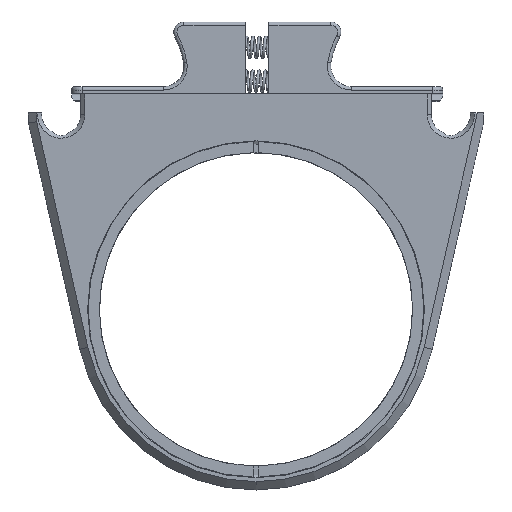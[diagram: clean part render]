
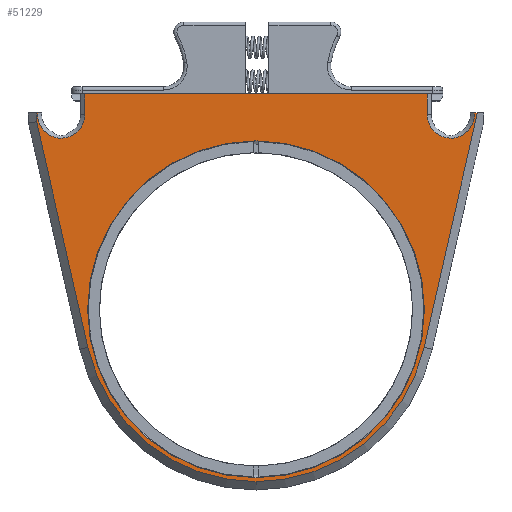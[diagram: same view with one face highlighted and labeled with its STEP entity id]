
A CAD part, top view. The second image highlights one B-rep face of the part: STEP entity #51229.
In plain terms, the highlighted planar face has unit normal (0, 0, 1).
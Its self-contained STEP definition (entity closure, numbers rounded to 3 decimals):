
#47339=DIRECTION('',(1.,0.,0.));
#47340=VECTOR('',#47339,52.71);
#47341=CARTESIAN_POINT('',(-24.374,0.,0.));
#47342=LINE('',#47341,#47340);
#47355=CARTESIAN_POINT('',(1.981,-33.175,0.));
#47356=DIRECTION('',(0.,0.,1.));
#47357=DIRECTION('',(0.,-1.,0.));
#47358=AXIS2_PLACEMENT_3D('',#47355,#47356,#47357);
#47360=CARTESIAN_POINT('',(1.981,-33.175,0.));
#47361=DIRECTION('',(0.,0.,1.));
#47362=DIRECTION('',(-0.975,-0.222,0.));
#47363=AXIS2_PLACEMENT_3D('',#47360,#47361,#47362);
#47365=CARTESIAN_POINT('',(-28.019,-3.186,0.));
#47366=DIRECTION('',(0.,0.,1.));
#47367=DIRECTION('',(-0.997,0.073,0.));
#47368=AXIS2_PLACEMENT_3D('',#47365,#47366,#47367);
#47370=CARTESIAN_POINT('',(31.981,-3.186,0.));
#47371=DIRECTION('',(0.,0.,1.));
#47372=DIRECTION('',(-1.,0.,0.));
#47373=AXIS2_PLACEMENT_3D('',#47370,#47371,#47372);
#47375=CARTESIAN_POINT('',(1.981,-33.175,0.));
#47376=DIRECTION('',(0.,0.,-1.));
#47377=DIRECTION('',(1.,0.,0.));
#47378=AXIS2_PLACEMENT_3D('',#47375,#47376,#47377);
#47380=CARTESIAN_POINT('',(1.981,-33.175,0.));
#47381=DIRECTION('',(0.,0.,-1.));
#47382=DIRECTION('',(-1.,0.,0.));
#47383=AXIS2_PLACEMENT_3D('',#47380,#47381,#47382);
#47397=DIRECTION('',(1.,0.,0.));
#47398=VECTOR('',#47397,0.461);
#47399=CARTESIAN_POINT('',(35.616,-2.921,0.));
#47400=LINE('',#47399,#47398);
#47459=DIRECTION('',(1.,0.,0.));
#47460=VECTOR('',#47459,0.147);
#47461=CARTESIAN_POINT('',(-31.801,-2.921,0.));
#47462=LINE('',#47461,#47460);
#47475=DIRECTION('',(0.,1.,0.));
#47476=VECTOR('',#47475,1.381);
#47477=CARTESIAN_POINT('',(-31.801,-4.302,0.));
#47478=LINE('',#47477,#47476);
#47487=DIRECTION('',(-0.222,0.975,0.));
#47488=VECTOR('',#47487,35.641);
#47489=CARTESIAN_POINT('',(-23.902,-39.058,0.));
#47490=LINE('',#47489,#47488);
#47517=DIRECTION('',(-0.222,-0.975,0.));
#47518=VECTOR('',#47517,37.058);
#47519=CARTESIAN_POINT('',(36.077,-2.921,0.));
#47520=LINE('',#47519,#47518);
#47625=DIRECTION('',(0.,1.,0.));
#47626=VECTOR('',#47625,3.186);
#47627=CARTESIAN_POINT('',(-24.374,-3.186,0.));
#47628=LINE('',#47627,#47626);
#47845=DIRECTION('',(0.,-1.,0.));
#47846=VECTOR('',#47845,3.186);
#47847=CARTESIAN_POINT('',(28.336,0.,0.));
#47848=LINE('',#47847,#47846);
#50724=CARTESIAN_POINT('',(1.981,-59.718,0.));
#50725=CARTESIAN_POINT('',(27.864,-39.058,
0.));
#50726=VERTEX_POINT('',#50724);
#50727=VERTEX_POINT('',#50725);
#50761=CARTESIAN_POINT('',(35.616,-2.921,0.));
#50762=CARTESIAN_POINT('',(36.077,-2.921,0.));
#50763=VERTEX_POINT('',#50761);
#50764=VERTEX_POINT('',#50762);
#50771=CARTESIAN_POINT('',(-31.801,-2.921,0.));
#50772=VERTEX_POINT('',#50771);
#50793=CARTESIAN_POINT('',(-24.374,0.,0.));
#50794=CARTESIAN_POINT('',(28.336,0.,0.));
#50795=VERTEX_POINT('',#50793);
#50796=VERTEX_POINT('',#50794);
#50797=CARTESIAN_POINT('',(-24.374,-3.186,0.));
#50798=VERTEX_POINT('',#50797);
#50799=CARTESIAN_POINT('',(28.336,-3.186,0.));
#50800=VERTEX_POINT('',#50799);
#50824=CARTESIAN_POINT('',(-31.801,-4.302,0.));
#50825=VERTEX_POINT('',#50824);
#50843=CARTESIAN_POINT('',(-31.654,-2.921,0.));
#50844=VERTEX_POINT('',#50843);
#50845=CARTESIAN_POINT('',(-23.902,-39.058,0.));
#50846=VERTEX_POINT('',#50845);
#50899=CARTESIAN_POINT('',(27.908,-33.175,0.));
#50900=CARTESIAN_POINT('',(-23.946,-33.175,0.));
#50901=VERTEX_POINT('',#50899);
#50902=VERTEX_POINT('',#50900);
#51194=CARTESIAN_POINT('',(1.981,-33.175,0.));
#51195=DIRECTION('',(0.,0.,1.));
#51196=DIRECTION('',(0.,1.,0.));
#51197=AXIS2_PLACEMENT_3D('',#51194,#51195,#51196);
#51198=PLANE('',#51197);
#51200=ORIENTED_EDGE('',*,*,#51199,.T.);
#51202=ORIENTED_EDGE('',*,*,#51201,.T.);
#51204=ORIENTED_EDGE('',*,*,#51203,.F.);
#51206=ORIENTED_EDGE('',*,*,#51205,.F.);
#51208=ORIENTED_EDGE('',*,*,#51207,.T.);
#51210=ORIENTED_EDGE('',*,*,#51209,.T.);
#51212=ORIENTED_EDGE('',*,*,#51211,.T.);
#51214=ORIENTED_EDGE('',*,*,#51213,.T.);
#51216=ORIENTED_EDGE('',*,*,#51215,.T.);
#51217=ORIENTED_EDGE('',*,*,#51180,.T.);
#51219=ORIENTED_EDGE('',*,*,#51218,.T.);
#51220=ORIENTED_EDGE('',*,*,#51038,.T.);
#51221=EDGE_LOOP('',(#51200,#51202,#51204,#51206,#51208,#51210,#51212,#51214,
#51216,#51217,#51219,#51220));
#51222=FACE_OUTER_BOUND('',#51221,.F.);
#51224=ORIENTED_EDGE('',*,*,#51223,.F.);
#51226=ORIENTED_EDGE('',*,*,#51225,.F.);
#51227=EDGE_LOOP('',(#51224,#51226));
#51228=FACE_BOUND('',#51227,.F.);
#51229=ADVANCED_FACE('',(#51222,#51228),#51198,.T.);
#47359=CIRCLE('',#47358,26.543);
#47364=CIRCLE('',#47363,26.543);
#47369=CIRCLE('',#47368,3.645);
#47374=CIRCLE('',#47373,3.645);
#47379=CIRCLE('',#47378,25.927);
#47384=CIRCLE('',#47383,25.927);
#51038=EDGE_CURVE('',#50800,#50763,#47374,.T.);
#51180=EDGE_CURVE('',#50795,#50796,#47342,.T.);
#51199=EDGE_CURVE('',#50763,#50764,#47400,.T.);
#51201=EDGE_CURVE('',#50764,#50727,#47520,.T.);
#51203=EDGE_CURVE('',#50726,#50727,#47359,.T.);
#51205=EDGE_CURVE('',#50846,#50726,#47364,.T.);
#51207=EDGE_CURVE('',#50846,#50825,#47490,.T.);
#51209=EDGE_CURVE('',#50825,#50772,#47478,.T.);
#51211=EDGE_CURVE('',#50772,#50844,#47462,.T.);
#51213=EDGE_CURVE('',#50844,#50798,#47369,.T.);
#51215=EDGE_CURVE('',#50798,#50795,#47628,.T.);
#51218=EDGE_CURVE('',#50796,#50800,#47848,.T.);
#51223=EDGE_CURVE('',#50901,#50902,#47379,.T.);
#51225=EDGE_CURVE('',#50902,#50901,#47384,.T.);
